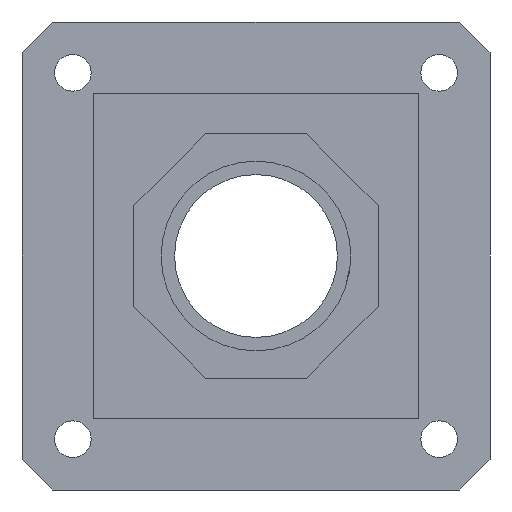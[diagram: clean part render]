
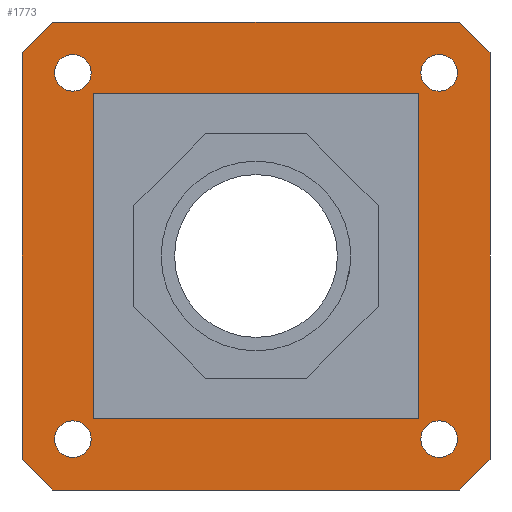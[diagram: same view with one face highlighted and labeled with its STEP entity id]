
A CAD part, front view. The second image highlights one B-rep face of the part: STEP entity #1773.
In plain terms, the highlighted planar face has unit normal (0, -1, 0).
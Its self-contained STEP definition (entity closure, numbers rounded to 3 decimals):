
#42=DIRECTION('',(-0.707,0.,0.707));
#43=VECTOR('',#42,10.607);
#44=CARTESIAN_POINT('',(57.5,0.,50.));
#45=LINE('',#44,#43);
#50=DIRECTION('',(0.,0.,-1.));
#51=VECTOR('',#50,100.);
#52=CARTESIAN_POINT('',(57.5,0.,50.));
#53=LINE('',#52,#51);
#57=DIRECTION('',(0.707,0.,0.707));
#58=VECTOR('',#57,10.607);
#59=CARTESIAN_POINT('',(50.,0.,-57.5));
#60=LINE('',#59,#58);
#64=DIRECTION('',(-1.,0.,0.));
#65=VECTOR('',#64,100.);
#66=CARTESIAN_POINT('',(50.,0.,-57.5));
#67=LINE('',#66,#65);
#71=DIRECTION('',(0.707,0.,-0.707));
#72=VECTOR('',#71,10.607);
#73=CARTESIAN_POINT('',(-57.5,0.,-50.));
#74=LINE('',#73,#72);
#78=DIRECTION('',(0.,0.,1.));
#79=VECTOR('',#78,100.);
#80=CARTESIAN_POINT('',(-57.5,0.,-50.));
#81=LINE('',#80,#79);
#85=DIRECTION('',(-0.707,0.,-0.707));
#86=VECTOR('',#85,10.607);
#87=CARTESIAN_POINT('',(-50.,0.,57.5));
#88=LINE('',#87,#86);
#92=DIRECTION('',(1.,0.,0.));
#93=VECTOR('',#92,100.);
#94=CARTESIAN_POINT('',(-50.,0.,57.5));
#95=LINE('',#94,#93);
#99=DIRECTION('',(0.,0.,-1.));
#100=VECTOR('',#99,80.);
#101=CARTESIAN_POINT('',(-40.,0.,40.));
#102=LINE('',#101,#100);
#106=DIRECTION('',(1.,0.,0.));
#107=VECTOR('',#106,80.);
#108=CARTESIAN_POINT('',(-40.,0.,-40.));
#109=LINE('',#108,#107);
#113=DIRECTION('',(0.,0.,1.));
#114=VECTOR('',#113,80.);
#115=CARTESIAN_POINT('',(40.,0.,-40.));
#116=LINE('',#115,#114);
#120=DIRECTION('',(-1.,0.,0.));
#121=VECTOR('',#120,80.);
#122=CARTESIAN_POINT('',(40.,0.,40.));
#123=LINE('',#122,#121);
#127=CARTESIAN_POINT('',(45.,0.,-45.));
#128=DIRECTION('',(0.,1.,0.));
#129=DIRECTION('',(1.,0.,0.));
#130=AXIS2_PLACEMENT_3D('',#127,#128,#129);
#135=CARTESIAN_POINT('',(45.,0.,-45.));
#136=DIRECTION('',(0.,1.,0.));
#137=DIRECTION('',(-1.,0.,0.));
#138=AXIS2_PLACEMENT_3D('',#135,#136,#137);
#143=CARTESIAN_POINT('',(45.,0.,45.));
#144=DIRECTION('',(0.,-1.,0.));
#145=DIRECTION('',(1.,0.,0.));
#146=AXIS2_PLACEMENT_3D('',#143,#144,#145);
#151=CARTESIAN_POINT('',(45.,0.,45.));
#152=DIRECTION('',(0.,-1.,0.));
#153=DIRECTION('',(-1.,0.,0.));
#154=AXIS2_PLACEMENT_3D('',#151,#152,#153);
#159=CARTESIAN_POINT('',(-45.,0.,-45.));
#160=DIRECTION('',(0.,-1.,0.));
#161=DIRECTION('',(-1.,0.,0.));
#162=AXIS2_PLACEMENT_3D('',#159,#160,#161);
#167=CARTESIAN_POINT('',(-45.,0.,-45.));
#168=DIRECTION('',(0.,-1.,0.));
#169=DIRECTION('',(1.,0.,0.));
#170=AXIS2_PLACEMENT_3D('',#167,#168,#169);
#175=CARTESIAN_POINT('',(-45.,0.,45.));
#176=DIRECTION('',(0.,1.,0.));
#177=DIRECTION('',(-1.,0.,0.));
#178=AXIS2_PLACEMENT_3D('',#175,#176,#177);
#183=CARTESIAN_POINT('',(-45.,0.,45.));
#184=DIRECTION('',(0.,1.,0.));
#185=DIRECTION('',(1.,0.,0.));
#186=AXIS2_PLACEMENT_3D('',#183,#184,#185);
#1542=CARTESIAN_POINT('',(57.5,0.,50.));
#1543=CARTESIAN_POINT('',(50.,0.,57.5));
#1544=VERTEX_POINT('',#1542);
#1545=VERTEX_POINT('',#1543);
#1550=CARTESIAN_POINT('',(50.,0.,-57.5));
#1551=CARTESIAN_POINT('',(57.5,0.,-50.));
#1552=VERTEX_POINT('',#1550);
#1553=VERTEX_POINT('',#1551);
#1558=CARTESIAN_POINT('',(-50.,0.,57.5));
#1559=CARTESIAN_POINT('',(-57.5,0.,50.));
#1560=VERTEX_POINT('',#1558);
#1561=VERTEX_POINT('',#1559);
#1566=CARTESIAN_POINT('',(-57.5,0.,-50.));
#1567=CARTESIAN_POINT('',(-50.,0.,-57.5));
#1568=VERTEX_POINT('',#1566);
#1569=VERTEX_POINT('',#1567);
#1598=CARTESIAN_POINT('',(-40.,0.,40.));
#1599=CARTESIAN_POINT('',(-40.,0.,-40.));
#1600=VERTEX_POINT('',#1598);
#1601=VERTEX_POINT('',#1599);
#1602=CARTESIAN_POINT('',(40.,0.,-40.));
#1603=VERTEX_POINT('',#1602);
#1604=CARTESIAN_POINT('',(40.,0.,40.));
#1605=VERTEX_POINT('',#1604);
#1638=CARTESIAN_POINT('',(49.5,0.,-45.));
#1639=CARTESIAN_POINT('',(40.5,0.,-45.));
#1640=VERTEX_POINT('',#1638);
#1641=VERTEX_POINT('',#1639);
#1654=CARTESIAN_POINT('',(49.5,0.,45.));
#1655=CARTESIAN_POINT('',(40.5,0.,45.));
#1656=VERTEX_POINT('',#1654);
#1657=VERTEX_POINT('',#1655);
#1670=CARTESIAN_POINT('',(-49.5,0.,-45.));
#1671=CARTESIAN_POINT('',(-40.5,0.,-45.));
#1672=VERTEX_POINT('',#1670);
#1673=VERTEX_POINT('',#1671);
#1686=CARTESIAN_POINT('',(-49.5,0.,45.));
#1687=CARTESIAN_POINT('',(-40.5,0.,45.));
#1688=VERTEX_POINT('',#1686);
#1689=VERTEX_POINT('',#1687);
#1716=CARTESIAN_POINT('',(0.,0.,0.));
#1717=DIRECTION('',(0.,1.,0.));
#1718=DIRECTION('',(1.,0.,0.));
#1719=AXIS2_PLACEMENT_3D('',#1716,#1717,#1718);
#1720=PLANE('',#1719);
#1722=ORIENTED_EDGE('',*,*,#1721,.F.);
#1724=ORIENTED_EDGE('',*,*,#1723,.T.);
#1726=ORIENTED_EDGE('',*,*,#1725,.F.);
#1728=ORIENTED_EDGE('',*,*,#1727,.T.);
#1730=ORIENTED_EDGE('',*,*,#1729,.F.);
#1732=ORIENTED_EDGE('',*,*,#1731,.T.);
#1734=ORIENTED_EDGE('',*,*,#1733,.F.);
#1736=ORIENTED_EDGE('',*,*,#1735,.T.);
#1737=EDGE_LOOP('',(#1722,#1724,#1726,#1728,#1730,#1732,#1734,#1736));
#1738=FACE_OUTER_BOUND('',#1737,.F.);
#1740=ORIENTED_EDGE('',*,*,#1739,.T.);
#1742=ORIENTED_EDGE('',*,*,#1741,.T.);
#1744=ORIENTED_EDGE('',*,*,#1743,.T.);
#1746=ORIENTED_EDGE('',*,*,#1745,.T.);
#1747=EDGE_LOOP('',(#1740,#1742,#1744,#1746));
#1748=FACE_BOUND('',#1747,.F.);
#1750=ORIENTED_EDGE('',*,*,#1749,.F.);
#1752=ORIENTED_EDGE('',*,*,#1751,.F.);
#1753=EDGE_LOOP('',(#1750,#1752));
#1754=FACE_BOUND('',#1753,.F.);
#1756=ORIENTED_EDGE('',*,*,#1755,.T.);
#1758=ORIENTED_EDGE('',*,*,#1757,.T.);
#1759=EDGE_LOOP('',(#1756,#1758));
#1760=FACE_BOUND('',#1759,.F.);
#1762=ORIENTED_EDGE('',*,*,#1761,.T.);
#1764=ORIENTED_EDGE('',*,*,#1763,.T.);
#1765=EDGE_LOOP('',(#1762,#1764));
#1766=FACE_BOUND('',#1765,.F.);
#1768=ORIENTED_EDGE('',*,*,#1767,.F.);
#1770=ORIENTED_EDGE('',*,*,#1769,.F.);
#1771=EDGE_LOOP('',(#1768,#1770));
#1772=FACE_BOUND('',#1771,.F.);
#1773=ADVANCED_FACE('',(#1738,#1748,#1754,#1760,#1766,#1772),#1720,.F.);
#131=CIRCLE('',#130,4.5);
#139=CIRCLE('',#138,4.5);
#147=CIRCLE('',#146,4.5);
#155=CIRCLE('',#154,4.5);
#163=CIRCLE('',#162,4.5);
#171=CIRCLE('',#170,4.5);
#179=CIRCLE('',#178,4.5);
#187=CIRCLE('',#186,4.5);
#1721=EDGE_CURVE('',#1544,#1545,#45,.T.);
#1723=EDGE_CURVE('',#1544,#1553,#53,.T.);
#1725=EDGE_CURVE('',#1552,#1553,#60,.T.);
#1727=EDGE_CURVE('',#1552,#1569,#67,.T.);
#1729=EDGE_CURVE('',#1568,#1569,#74,.T.);
#1731=EDGE_CURVE('',#1568,#1561,#81,.T.);
#1733=EDGE_CURVE('',#1560,#1561,#88,.T.);
#1735=EDGE_CURVE('',#1560,#1545,#95,.T.);
#1739=EDGE_CURVE('',#1600,#1601,#102,.T.);
#1741=EDGE_CURVE('',#1601,#1603,#109,.T.);
#1743=EDGE_CURVE('',#1603,#1605,#116,.T.);
#1745=EDGE_CURVE('',#1605,#1600,#123,.T.);
#1749=EDGE_CURVE('',#1640,#1641,#131,.T.);
#1751=EDGE_CURVE('',#1641,#1640,#139,.T.);
#1755=EDGE_CURVE('',#1656,#1657,#147,.T.);
#1757=EDGE_CURVE('',#1657,#1656,#155,.T.);
#1761=EDGE_CURVE('',#1672,#1673,#163,.T.);
#1763=EDGE_CURVE('',#1673,#1672,#171,.T.);
#1767=EDGE_CURVE('',#1688,#1689,#179,.T.);
#1769=EDGE_CURVE('',#1689,#1688,#187,.T.);
